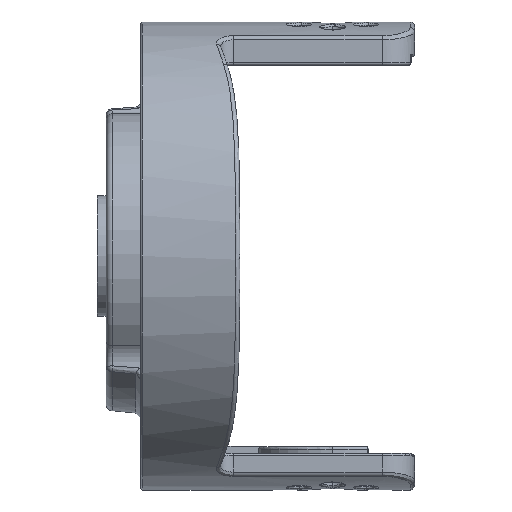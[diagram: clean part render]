
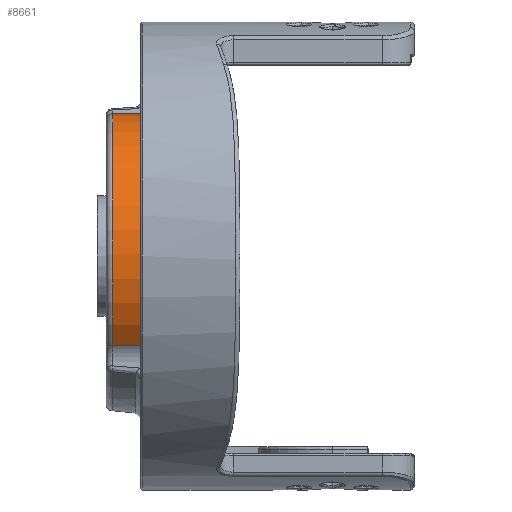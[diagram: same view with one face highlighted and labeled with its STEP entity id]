
A CAD part, left-side view. The second image highlights one B-rep face of the part: STEP entity #8661.
In plain terms, the highlighted cylindrical face has radius 33 mm (diameter 66 mm), a partial arc.
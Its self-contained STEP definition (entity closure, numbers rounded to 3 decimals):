
#64 = AXIS2_PLACEMENT_3D ( 'NONE', #26555, #31853, #24224 ) ;
#573 = AXIS2_PLACEMENT_3D ( 'NONE', #2455, #20316, #5152 ) ;
#1091 = CARTESIAN_POINT ( 'NONE',  ( 30., 321.551, 16.264 ) ) ;
#1337 = VECTOR ( 'NONE', #16846, 1000. ) ;
#1814 = DIRECTION ( 'NONE',  ( 0., -1., 0. ) ) ;
#2377 = CARTESIAN_POINT ( 'NONE',  ( 4.354, 342.051, -4.504 ) ) ;
#2455 = CARTESIAN_POINT ( 'NONE',  ( 30., 321.551, 16.264 ) ) ;
#3254 = ORIENTED_EDGE ( 'NONE', *, *, #15737, .T. ) ;
#3790 = DIRECTION ( 'NONE',  ( 0., 0., 1. ) ) ;
#5152 = DIRECTION ( 'NONE',  ( 0., 0., 1. ) ) ;
#5293 = VERTEX_POINT ( 'NONE', #20614 ) ;
#5435 = LINE ( 'NONE', #19619, #31532 ) ;
#6478 = DIRECTION ( 'NONE',  ( 0., -1., 0. ) ) ;
#8290 = CIRCLE ( 'NONE', #573, 33. ) ;
#8661 = ADVANCED_FACE ( 'NONE', ( #19068 ), #25401, .T. ) ;
#8882 = VERTEX_POINT ( 'NONE', #28396 ) ;
#8974 = EDGE_CURVE ( 'NONE', #19084, #32181, #14794, .T. ) ;
#9189 = LINE ( 'NONE', #29415, #1337 ) ;
#11070 = CARTESIAN_POINT ( 'NONE',  ( 30., 342.051, 16.264 ) ) ;
#11709 = ORIENTED_EDGE ( 'NONE', *, *, #12158, .T. ) ;
#12158 = EDGE_CURVE ( 'NONE', #23111, #19084, #9189, .T. ) ;
#12219 = ORIENTED_EDGE ( 'NONE', *, *, #25713, .T. ) ;
#12350 = CARTESIAN_POINT ( 'NONE',  ( 35.162, 342.051, 48.858 ) ) ;
#12495 = ORIENTED_EDGE ( 'NONE', *, *, #8974, .T. ) ;
#13568 = DIRECTION ( 'NONE',  ( 0., 0., 1. ) ) ;
#14794 = CIRCLE ( 'NONE', #27460, 33. ) ;
#15737 = EDGE_CURVE ( 'NONE', #8882, #23111, #29532, .T. ) ;
#16846 = DIRECTION ( 'NONE',  ( 0., -1., 0. ) ) ;
#17538 = VERTEX_POINT ( 'NONE', #12350 ) ;
#19049 = DIRECTION ( 'NONE',  ( 0., 1., 0. ) ) ;
#19068 = FACE_OUTER_BOUND ( 'NONE', #30744, .T. ) ;
#19084 = VERTEX_POINT ( 'NONE', #27233 ) ;
#19619 = CARTESIAN_POINT ( 'NONE',  ( 35.162, 357.551, 48.858 ) ) ;
#20316 = DIRECTION ( 'NONE',  ( 0., 1., 0. ) ) ;
#20614 = CARTESIAN_POINT ( 'NONE',  ( 35.162, 321.551, 48.858 ) ) ;
#21586 = CARTESIAN_POINT ( 'NONE',  ( 30., 342.051, 16.264 ) ) ;
#22914 = ORIENTED_EDGE ( 'NONE', *, *, #24997, .T. ) ;
#23111 = VERTEX_POINT ( 'NONE', #2377 ) ;
#24110 = DIRECTION ( 'NONE',  ( 0., 0., 1. ) ) ;
#24224 = DIRECTION ( 'NONE',  ( 0., 0., -1. ) ) ;
#24997 = EDGE_CURVE ( 'NONE', #32181, #5293, #8290, .T. ) ;
#25401 = CYLINDRICAL_SURFACE ( 'NONE', #64, 33. ) ;
#25433 = EDGE_CURVE ( 'NONE', #17538, #5293, #5435, .T. ) ;
#25713 = EDGE_CURVE ( 'NONE', #17538, #8882, #28356, .T. ) ;
#26555 = CARTESIAN_POINT ( 'NONE',  ( 30., 357.551, 16.264 ) ) ;
#27233 = CARTESIAN_POINT ( 'NONE',  ( 4.354, 321.551, -4.504 ) ) ;
#27302 = CARTESIAN_POINT ( 'NONE',  ( 30., 321.551, 49.264 ) ) ;
#27460 = AXIS2_PLACEMENT_3D ( 'NONE', #1091, #19049, #3790 ) ;
#28037 = ORIENTED_EDGE ( 'NONE', *, *, #25433, .F. ) ;
#28356 = CIRCLE ( 'NONE', #30065, 33. ) ;
#28396 = CARTESIAN_POINT ( 'NONE',  ( 30., 342.051, 49.264 ) ) ;
#28631 = DIRECTION ( 'NONE',  ( 0., -1., 0. ) ) ;
#29415 = CARTESIAN_POINT ( 'NONE',  ( 4.354, 357.551, -4.504 ) ) ;
#29532 = CIRCLE ( 'NONE', #30347, 33. ) ;
#30065 = AXIS2_PLACEMENT_3D ( 'NONE', #11070, #28631, #13568 ) ;
#30347 = AXIS2_PLACEMENT_3D ( 'NONE', #21586, #6478, #24110 ) ;
#30744 = EDGE_LOOP ( 'NONE', ( #11709, #12495, #22914, #28037, #12219, #3254 ) ) ;
#31532 = VECTOR ( 'NONE', #1814, 1000. ) ;
#31853 = DIRECTION ( 'NONE',  ( 0., -1., 0. ) ) ;
#32181 = VERTEX_POINT ( 'NONE', #27302 ) ;
